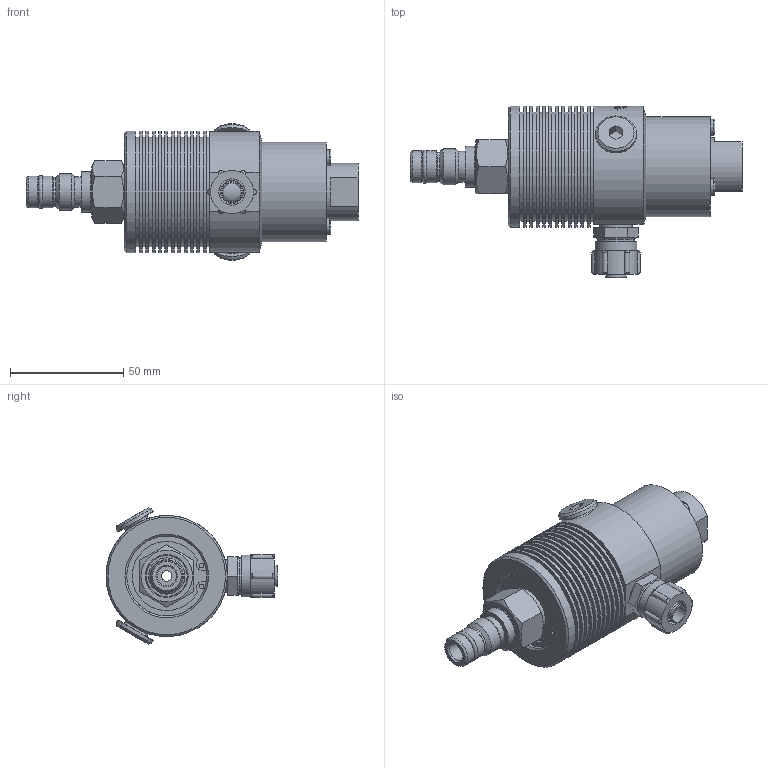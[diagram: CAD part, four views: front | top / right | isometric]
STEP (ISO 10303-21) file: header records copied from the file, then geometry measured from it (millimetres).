
FILE_DESCRIPTION(/* description */ (''),/* implementation_level */ '2;1');
FILE_NAME(/* name */ '1129-718-480-IC.stp',/* time_stamp */ '2020-05-15T14:06:22-05:00',/* author */ ('Moorera'),/* organization */ (''),/* preprocessor_version */ 'ST-DEVELOPER v18.1',/* originating_system */ 'Autodesk Inventor 2020',/* authorisation */ '');
FILE_SCHEMA (('AUTOMOTIVE_DESIGN { 1 0 10303 214 3 1 1 }'));
Products named in the file (1): 1129-718-480-IC
Bounding box: 146.5 x 75.76 x 60.19 mm (x, y, z)
Volume: 184872.3 mm3; surface area: 42218.7 mm2
Topology: 2 solids, 3 shells, 550 faces, 1448 edges, 998 vertices
Faces by surface type: plane 206, bspline 169, cylinder 120, cone 43, torus 12
Full cylindrical faces by diameter (mm): 1.981 x2, 4.5 x1, 7 x3, 8 x4, 8.5 x1, 9 x1, 9.6 x1, 10.15 x1, 10.3 x1, 11.05 x1, 11.445 x1, 11.6 x1, 12.95 x1, 13.5 x1, 14 x2, 14.473 x1, 14.917 x1, 14.95 x1, 16 x2, 17.993 x1, 18 x2, 18.16 x1, 18.5 x1, 18.65 x1, 18.7 x1, 21.4 x1, 25.4 x1, 35.25 x1, 37.18 x1, 44 x1
Entity records: 56654 total; most frequent: CARTESIAN_POINT 43241, ORIENTED_EDGE 2890, DIRECTION 2454, EDGE_CURVE 1445, VERTEX_POINT 998, AXIS2_PLACEMENT_3D 962, EDGE_LOOP 655, FACE_OUTER_BOUND 550
